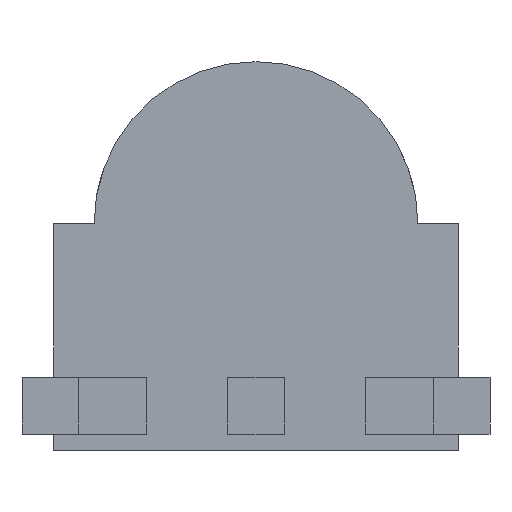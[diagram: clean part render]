
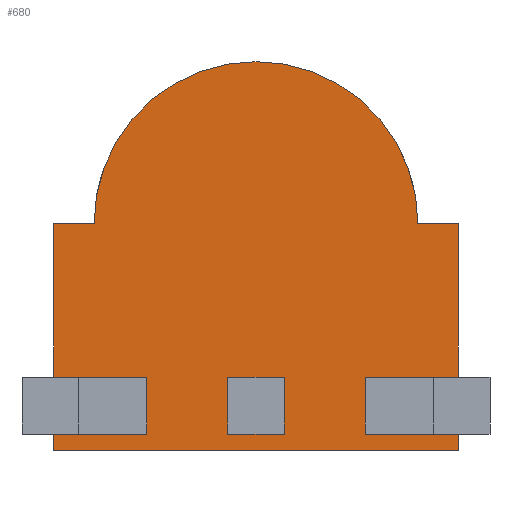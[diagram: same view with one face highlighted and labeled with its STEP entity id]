
A CAD part, front view. The second image highlights one B-rep face of the part: STEP entity #680.
In plain terms, the highlighted planar face has unit normal (0, -1, 0).
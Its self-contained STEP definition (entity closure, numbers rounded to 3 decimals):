
#14=FACE_BOUND('',#89,.T.);
#15=FACE_BOUND('',#90,.T.);
#16=FACE_BOUND('',#91,.T.);
#18=CIRCLE('',#736,2.);
#49=FACE_OUTER_BOUND('',#88,.T.);
#88=EDGE_LOOP('',(#517,#518,#519,#520,#521,#522));
#89=EDGE_LOOP('',(#523,#524,#525,#526));
#90=EDGE_LOOP('',(#527,#528,#529,#530));
#91=EDGE_LOOP('',(#531,#532,#533,#534));
#122=LINE('',#966,#205);
#124=LINE('',#970,#207);
#126=LINE('',#974,#209);
#127=LINE('',#976,#210);
#147=LINE('',#1016,#230);
#149=LINE('',#1020,#232);
#151=LINE('',#1024,#234);
#152=LINE('',#1026,#235);
#158=LINE('',#1046,#241);
#163=LINE('',#1056,#246);
#164=LINE('',#1059,#247);
#166=LINE('',#1062,#249);
#167=LINE('',#1063,#250);
#168=LINE('',#1067,#251);
#169=LINE('',#1069,#252);
#170=LINE('',#1071,#253);
#171=LINE('',#1072,#254);
#205=VECTOR('',#792,1000.);
#207=VECTOR('',#796,1000.);
#209=VECTOR('',#800,1000.);
#210=VECTOR('',#803,1000.);
#230=VECTOR('',#837,1000.);
#232=VECTOR('',#841,1000.);
#234=VECTOR('',#845,1000.);
#235=VECTOR('',#848,1000.);
#241=VECTOR('',#866,1000.);
#246=VECTOR('',#875,1000.);
#247=VECTOR('',#878,1000.);
#249=VECTOR('',#882,1000.);
#250=VECTOR('',#883,1000.);
#251=VECTOR('',#886,1000.);
#252=VECTOR('',#887,1000.);
#253=VECTOR('',#888,1000.);
#254=VECTOR('',#889,1000.);
#280=VERTEX_POINT('',#962);
#281=VERTEX_POINT('',#964);
#282=VERTEX_POINT('',#968);
#283=VERTEX_POINT('',#972);
#295=VERTEX_POINT('',#1012);
#296=VERTEX_POINT('',#1014);
#297=VERTEX_POINT('',#1018);
#298=VERTEX_POINT('',#1022);
#300=VERTEX_POINT('',#1029);
#301=VERTEX_POINT('',#1031);
#304=VERTEX_POINT('',#1040);
#306=VERTEX_POINT('',#1044);
#309=VERTEX_POINT('',#1054);
#310=VERTEX_POINT('',#1058);
#311=VERTEX_POINT('',#1065);
#312=VERTEX_POINT('',#1066);
#313=VERTEX_POINT('',#1068);
#314=VERTEX_POINT('',#1070);
#340=EDGE_CURVE('',#281,#280,#122,.T.);
#342=EDGE_CURVE('',#282,#281,#124,.T.);
#344=EDGE_CURVE('',#283,#282,#126,.T.);
#345=EDGE_CURVE('',#280,#283,#127,.T.);
#365=EDGE_CURVE('',#296,#295,#147,.T.);
#367=EDGE_CURVE('',#297,#296,#149,.T.);
#369=EDGE_CURVE('',#298,#297,#151,.T.);
#370=EDGE_CURVE('',#295,#298,#152,.T.);
#372=EDGE_CURVE('',#301,#300,#18,.T.);
#379=EDGE_CURVE('',#304,#306,#158,.T.);
#384=EDGE_CURVE('',#309,#306,#163,.T.);
#385=EDGE_CURVE('',#310,#304,#164,.T.);
#387=EDGE_CURVE('',#301,#309,#166,.T.);
#388=EDGE_CURVE('',#310,#300,#167,.T.);
#389=EDGE_CURVE('',#311,#312,#168,.T.);
#390=EDGE_CURVE('',#313,#311,#169,.T.);
#391=EDGE_CURVE('',#314,#313,#170,.T.);
#392=EDGE_CURVE('',#312,#314,#171,.T.);
#517=ORIENTED_EDGE('',*,*,#387,.F.);
#518=ORIENTED_EDGE('',*,*,#372,.T.);
#519=ORIENTED_EDGE('',*,*,#388,.F.);
#520=ORIENTED_EDGE('',*,*,#385,.T.);
#521=ORIENTED_EDGE('',*,*,#379,.T.);
#522=ORIENTED_EDGE('',*,*,#384,.F.);
#523=ORIENTED_EDGE('',*,*,#370,.F.);
#524=ORIENTED_EDGE('',*,*,#365,.F.);
#525=ORIENTED_EDGE('',*,*,#367,.F.);
#526=ORIENTED_EDGE('',*,*,#369,.F.);
#527=ORIENTED_EDGE('',*,*,#389,.F.);
#528=ORIENTED_EDGE('',*,*,#390,.F.);
#529=ORIENTED_EDGE('',*,*,#391,.F.);
#530=ORIENTED_EDGE('',*,*,#392,.F.);
#531=ORIENTED_EDGE('',*,*,#345,.F.);
#532=ORIENTED_EDGE('',*,*,#340,.F.);
#533=ORIENTED_EDGE('',*,*,#342,.F.);
#534=ORIENTED_EDGE('',*,*,#344,.F.);
#604=PLANE('',#745);
#680=ADVANCED_FACE('',(#49,#14,#15,#16),#604,.F.);
#736=AXIS2_PLACEMENT_3D('',#1032,#852,#853);
#745=AXIS2_PLACEMENT_3D('',#1064,#884,#885);
#792=DIRECTION('',(-1.,0.,0.));
#796=DIRECTION('',(0.,0.,1.));
#800=DIRECTION('',(1.,0.,0.));
#803=DIRECTION('',(0.,0.,-1.));
#837=DIRECTION('',(-1.,0.,0.));
#841=DIRECTION('',(0.,0.,1.));
#845=DIRECTION('',(1.,0.,0.));
#848=DIRECTION('',(0.,0.,-1.));
#852=DIRECTION('center_axis',(0.,-1.,0.));
#853=DIRECTION('ref_axis',(0.,0.,1.));
#866=DIRECTION('',(1.,0.,0.));
#875=DIRECTION('',(0.,0.,-1.));
#878=DIRECTION('',(0.,0.,-1.));
#882=DIRECTION('',(1.,0.,0.));
#883=DIRECTION('',(1.,0.,0.));
#884=DIRECTION('center_axis',(0.,1.,0.));
#885=DIRECTION('ref_axis',(0.,0.,1.));
#886=DIRECTION('',(-1.,0.,0.));
#887=DIRECTION('',(0.,0.,1.));
#888=DIRECTION('',(1.,0.,0.));
#889=DIRECTION('',(0.,0.,-1.));
#962=CARTESIAN_POINT('',(0.45,0.,0.9));
#964=CARTESIAN_POINT('',(1.15,0.,0.9));
#966=CARTESIAN_POINT('',(1.15,0.,0.9));
#968=CARTESIAN_POINT('',(1.15,0.,0.2));
#970=CARTESIAN_POINT('',(1.15,0.,0.9));
#972=CARTESIAN_POINT('',(0.45,0.,0.2));
#974=CARTESIAN_POINT('',(1.15,0.,0.2));
#976=CARTESIAN_POINT('',(0.45,0.,0.9));
#1012=CARTESIAN_POINT('',(3.85,0.,0.9));
#1014=CARTESIAN_POINT('',(4.55,0.,0.9));
#1016=CARTESIAN_POINT('',(3.85,0.,0.9));
#1018=CARTESIAN_POINT('',(4.55,0.,0.2));
#1020=CARTESIAN_POINT('',(4.55,0.,0.9));
#1022=CARTESIAN_POINT('',(3.85,0.,0.2));
#1024=CARTESIAN_POINT('',(3.85,0.,0.2));
#1026=CARTESIAN_POINT('',(3.85,0.,0.9));
#1029=CARTESIAN_POINT('',(0.5,0.,2.8));
#1031=CARTESIAN_POINT('',(4.5,0.,2.8));
#1032=CARTESIAN_POINT('Origin',(2.5,0.,2.8));
#1040=CARTESIAN_POINT('',(0.,0.,0.));
#1044=CARTESIAN_POINT('',(5.,0.,0.));
#1046=CARTESIAN_POINT('',(0.,0.,0.));
#1054=CARTESIAN_POINT('',(5.,0.,2.8));
#1056=CARTESIAN_POINT('',(5.,0.,2.8));
#1058=CARTESIAN_POINT('',(0.,0.,2.8));
#1059=CARTESIAN_POINT('',(0.,0.,2.8));
#1062=CARTESIAN_POINT('',(0.,0.,2.8));
#1063=CARTESIAN_POINT('',(0.,0.,2.8));
#1064=CARTESIAN_POINT('Origin',(0.,0.,2.8));
#1065=CARTESIAN_POINT('',(2.85,0.,0.9));
#1066=CARTESIAN_POINT('',(2.15,0.,0.9));
#1067=CARTESIAN_POINT('',(2.85,0.,0.9));
#1068=CARTESIAN_POINT('',(2.85,0.,0.2));
#1069=CARTESIAN_POINT('',(2.85,0.,0.2));
#1070=CARTESIAN_POINT('',(2.15,0.,0.2));
#1071=CARTESIAN_POINT('',(2.85,0.,0.2));
#1072=CARTESIAN_POINT('',(2.15,0.,0.2));
